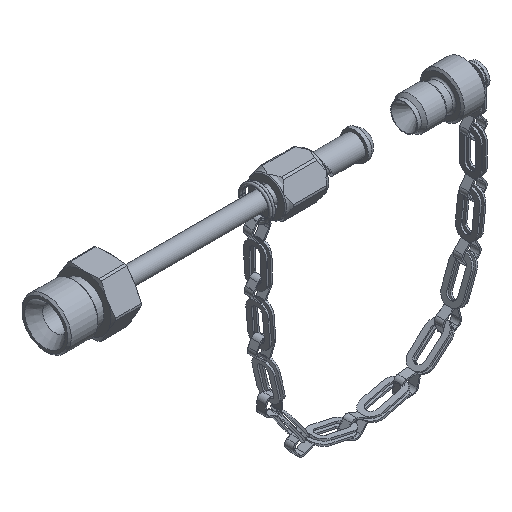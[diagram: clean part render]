
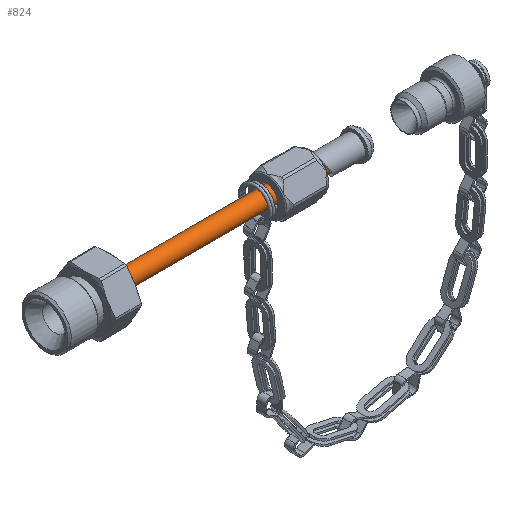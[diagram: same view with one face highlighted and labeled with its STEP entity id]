
A CAD part, isometric view. The second image highlights one B-rep face of the part: STEP entity #824.
In plain terms, the highlighted cylindrical face has radius 2.376 mm (diameter 4.751 mm), a full revolution.
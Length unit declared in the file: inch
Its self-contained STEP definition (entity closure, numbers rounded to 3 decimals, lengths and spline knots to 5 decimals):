
#824=ADVANCED_FACE('',(#1491,#1492),#1493,.T.);
#1491=FACE_OUTER_BOUND('',#2112,.T.);
#1492=FACE_OUTER_BOUND('',#2113,.T.);
#1493=CYLINDRICAL_SURFACE('',#2114,0.09353);
#2112=EDGE_LOOP('',(#3924));
#2113=EDGE_LOOP('',(#3925));
#2114=AXIS2_PLACEMENT_3D('',#3926,#3927,#3928);
#3924=ORIENTED_EDGE('',*,*,#4633,.F.);
#3925=ORIENTED_EDGE('',*,*,#4631,.T.);
#3926=CARTESIAN_POINT('',(0.0,0.0,3.0));
#3927=DIRECTION('',(0.0,0.0,-1.0));
#3928=DIRECTION('',(-1.0,0.0,0.0));
#4631=EDGE_CURVE('',#5266,#5266,#5267,.T.);
#4633=EDGE_CURVE('',#5269,#5269,#5270,.T.);
#5266=VERTEX_POINT('',#6176);
#5267=CIRCLE('',#6177,0.09353);
#5269=VERTEX_POINT('',#6179);
#5270=CIRCLE('',#6180,0.09353);
#6176=CARTESIAN_POINT('',(0.09353,0.0,0.0));
#6177=AXIS2_PLACEMENT_3D('',#7178,#7179,#7180);
#6179=CARTESIAN_POINT('',(0.09353,0.0,3.0));
#6180=AXIS2_PLACEMENT_3D('',#7181,#7182,#7183);
#7178=CARTESIAN_POINT('',(0.0,0.0,0.0));
#7179=DIRECTION('',(0.0,0.0,1.0));
#7180=DIRECTION('',(1.0,0.0,0.0));
#7181=CARTESIAN_POINT('',(0.0,0.0,3.0));
#7182=DIRECTION('',(0.0,0.0,1.0));
#7183=DIRECTION('',(1.0,0.0,0.0));
